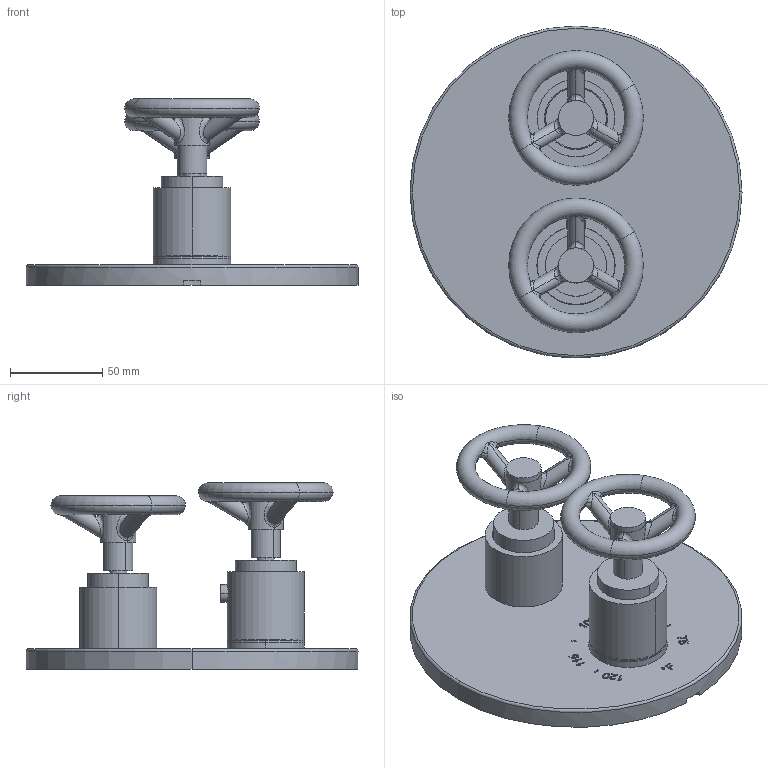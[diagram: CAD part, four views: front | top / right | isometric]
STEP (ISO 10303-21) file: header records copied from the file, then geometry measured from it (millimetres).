
FILE_DESCRIPTION((''),'2;1');
FILE_NAME('3-2923TR_ASM','2017-02-27T',('vinay.hs'),(''),'PRO/ENGINEER BY PARAMETRIC TECHNOLOGY CORPORATION, 2014000','PRO/ENGINEER BY PARAMETRIC TECHNOLOGY CORPORATION, 2014000','');
FILE_SCHEMA(('CONFIG_CONTROL_DESIGN'));
Length unit declared in the file: inch
Products named in the file (22): 12347; 91678; 20-116_ASM; 12368; 91249; 91080; 2-996_ASM; 91308; 12348; 12345; 12354; 12353; 92137; 91246; 92849; 2-998_ASM; 92113; 12466; 12717; 91017; 20-143_ASM; 3-2923TR_ASM
Assembly tree (23 placements, depth 3):
  3-2923TR_ASM
    20-116_ASM
      12347
      91678
    2-996_ASM
      12368
      91249
      91080
    91308
    12348
    12345
    2-998_ASM
      12354
      12353
      92137
      91246
      92849
    92113  x2
    20-143_ASM  x2
      12466
      12717
      91017
Bounding box: 180.09 x 180.09 x 101.13 mm (x, y, z)
Volume: 182421.2 mm3; surface area: 128892.2 mm2
Topology: 21 solids, 21 shells, 1721 faces, 4467 edges, 2839 vertices
Faces by surface type: plane 621, cylinder 555, bspline 182, extrusion 178, cone 129, torus 50, revolution 4, sphere 2
Entity records: 67511 total; most frequent: CARTESIAN_POINT 35592, ORIENTED_EDGE 7102, DIRECTION 5546, EDGE_CURVE 3551, VERTEX_POINT 2264, AXIS2_PLACEMENT_3D 1926, VECTOR 1690, LINE 1512
